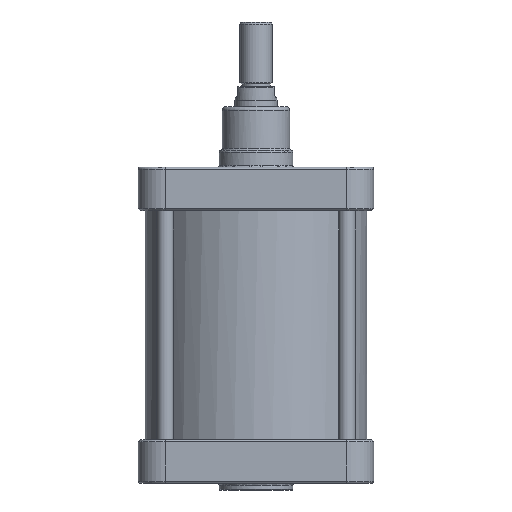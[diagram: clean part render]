
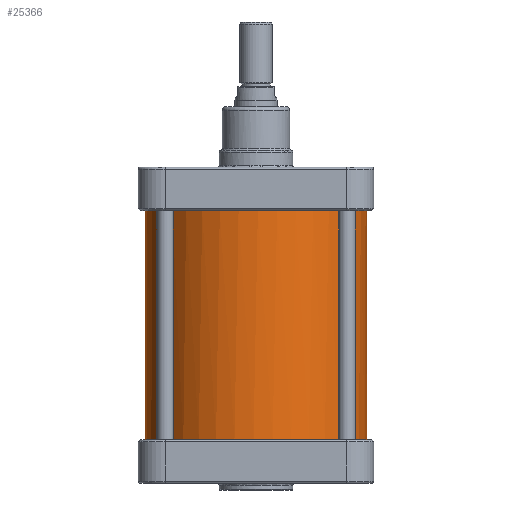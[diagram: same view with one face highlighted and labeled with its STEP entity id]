
A CAD part, front view. The second image highlights one B-rep face of the part: STEP entity #25366.
In plain terms, the highlighted cylindrical face has radius 165 mm (diameter 330 mm), a full revolution.
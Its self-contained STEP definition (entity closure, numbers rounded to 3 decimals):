
#3557=CARTESIAN_POINT('',(154.091,59.,170.0));
#3558=VERTEX_POINT('',#3557);
#3559=CARTESIAN_POINT('',(0.0,0.0,170.0));
#3560=DIRECTION('',(0.0,0.0,-1.0));
#3561=DIRECTION('',(-1.0,0.0,0.0));
#3562=AXIS2_PLACEMENT_3D('',#3559,#3560,#3561);
#3563=CIRCLE('',#3562,165.0);
#3564=EDGE_CURVE('',#3558,#3558,#3563,.T.);
#3989=CARTESIAN_POINT('',(164.891,-6.,-170.0));
#3990=VERTEX_POINT('',#3989);
#3991=CARTESIAN_POINT('',(0.0,0.0,-170.0));
#3992=DIRECTION('',(0.0,0.0,1.0));
#3993=DIRECTION('',(-1.0,0.0,0.0));
#3994=AXIS2_PLACEMENT_3D('',#3991,#3992,#3993);
#3995=CIRCLE('',#3994,165.0);
#3996=EDGE_CURVE('',#3990,#3990,#3995,.T.);
#25355=CARTESIAN_POINT('',(0.0,0.0,0.0));
#25356=DIRECTION('',(0.0,0.0,1.0));
#25357=DIRECTION('',(-1.0,0.0,0.0));
#25358=AXIS2_PLACEMENT_3D('',#25355,#25356,#25357);
#25359=CYLINDRICAL_SURFACE('',#25358,165.0);
#25360=ORIENTED_EDGE('',*,*,#3996,.T.);
#25361=EDGE_LOOP('',(#25360));
#25362=FACE_OUTER_BOUND('',#25361,.T.);
#25363=ORIENTED_EDGE('',*,*,#3564,.T.);
#25364=EDGE_LOOP('',(#25363));
#25365=FACE_BOUND('',#25364,.T.);
#25366=ADVANCED_FACE('',(#25362,#25365),#25359,.T.);
